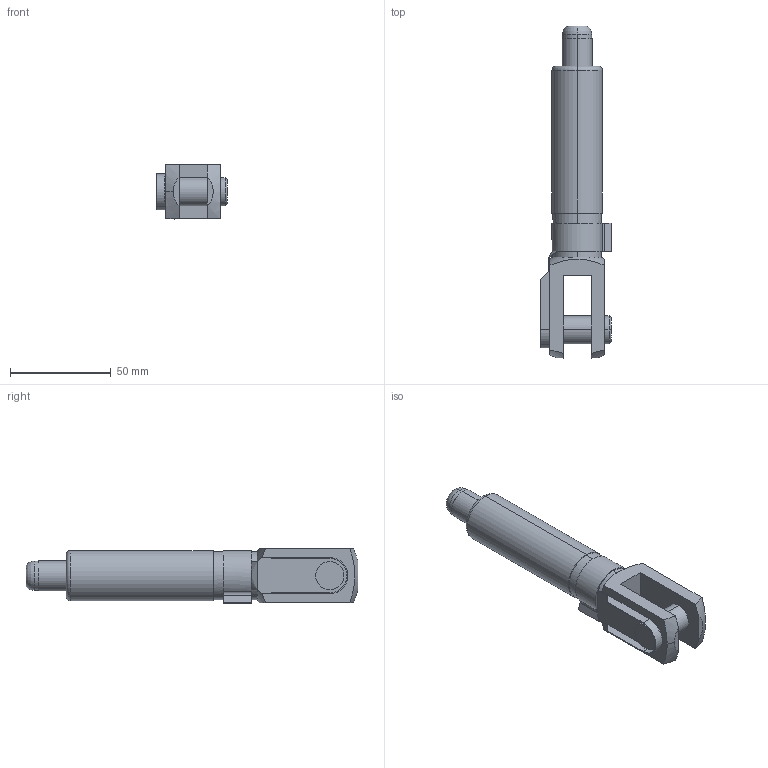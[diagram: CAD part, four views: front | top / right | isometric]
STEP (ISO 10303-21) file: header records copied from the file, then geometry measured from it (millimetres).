
FILE_DESCRIPTION (( 'STEP AP214' ), '1' );
FILE_NAME ('T37655.STEP', '2023-06-08T12:47:23', ( '' ), ( '' ), 'SwSTEP 2.0', 'SolidWorks 2022', '' );
FILE_SCHEMA (( 'AUTOMOTIVE_DESIGN' ));
Length unit declared in the file: millimetre
Products named in the file (1): T37655
Bounding box: 34.88 x 165 x 27.3 mm (x, y, z)
Volume: 70863.3 mm3; surface area: 18904.1 mm2
Topology: 1 solids, 1 shells, 77 faces, 194 edges, 124 vertices
Faces by surface type: plane 39, cylinder 25, cone 7, torus 4, bspline 2
Entity records: 2654 total; most frequent: CARTESIAN_POINT 768, ORIENTED_EDGE 388, DIRECTION 382, EDGE_CURVE 194, AXIS2_PLACEMENT_3D 142, VERTEX_POINT 124, VECTOR 98, LINE 98
